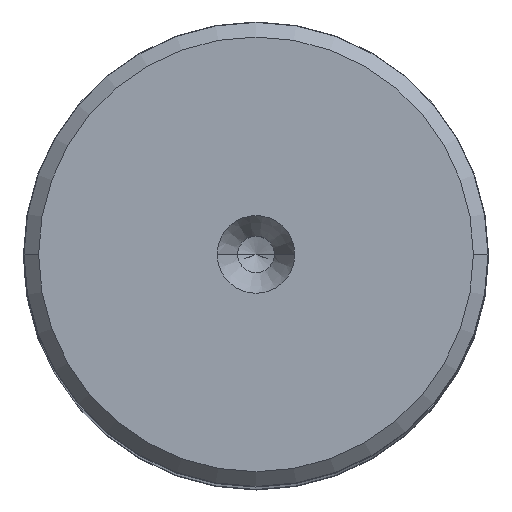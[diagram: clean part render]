
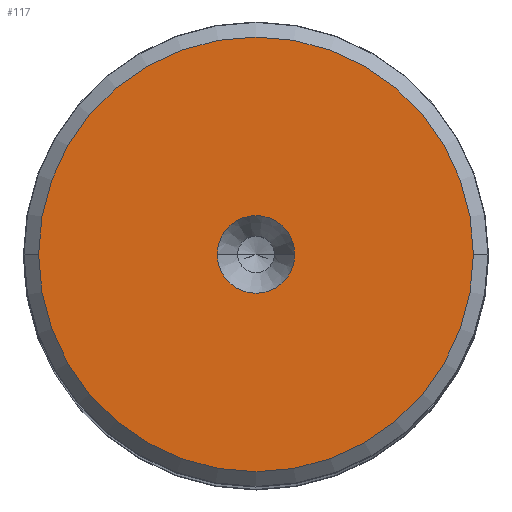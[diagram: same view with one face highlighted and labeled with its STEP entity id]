
A CAD part, top view. The second image highlights one B-rep face of the part: STEP entity #117.
In plain terms, the highlighted planar face has unit normal (0, 0, 1).
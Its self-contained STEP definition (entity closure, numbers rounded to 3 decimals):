
#43=PLANE('',#1187);
#48=FACE_BOUND('',#280,.T.);
#49=FACE_BOUND('',#281,.T.);
#117=ADVANCED_FACE('',(#48,#49),#43,.F.);
#280=EDGE_LOOP('',(#448,#449));
#281=EDGE_LOOP('',(#450,#451,#452,#453));
#448=ORIENTED_EDGE('',*,*,#716,.T.);
#449=ORIENTED_EDGE('',*,*,#719,.T.);
#450=ORIENTED_EDGE('',*,*,#720,.T.);
#451=ORIENTED_EDGE('',*,*,#721,.T.);
#452=ORIENTED_EDGE('',*,*,#722,.T.);
#453=ORIENTED_EDGE('',*,*,#723,.T.);
#613=VERTEX_POINT('',#1794);
#614=VERTEX_POINT('',#1795);
#615=VERTEX_POINT('',#1802);
#616=VERTEX_POINT('',#1803);
#617=VERTEX_POINT('',#1805);
#618=VERTEX_POINT('',#1807);
#716=EDGE_CURVE('',#613,#614,#827,.T.);
#719=EDGE_CURVE('',#614,#613,#828,.T.);
#720=EDGE_CURVE('',#615,#616,#829,.T.);
#721=EDGE_CURVE('',#616,#617,#830,.T.);
#722=EDGE_CURVE('',#617,#618,#831,.T.);
#723=EDGE_CURVE('',#618,#615,#832,.T.);
#827=CIRCLE('',#1179,2.65);
#828=CIRCLE('',#1181,2.65);
#829=CIRCLE('',#1183,14.84);
#830=CIRCLE('',#1184,14.84);
#831=CIRCLE('',#1185,14.84);
#832=CIRCLE('',#1186,14.84);
#1179=AXIS2_PLACEMENT_3D('',#1793,#1440,#1441);
#1181=AXIS2_PLACEMENT_3D('',#1799,#1446,#1447);
#1183=AXIS2_PLACEMENT_3D('',#1801,#1450,#1451);
#1184=AXIS2_PLACEMENT_3D('',#1804,#1452,#1453);
#1185=AXIS2_PLACEMENT_3D('',#1806,#1454,#1455);
#1186=AXIS2_PLACEMENT_3D('',#1808,#1456,#1457);
#1187=AXIS2_PLACEMENT_3D('',#1809,#1458,#1459);
#1440=DIRECTION('',(0.,0.,-1.));
#1441=DIRECTION('',(-1.,0.,0.));
#1446=DIRECTION('',(0.,0.,-1.));
#1447=DIRECTION('',(1.,0.,0.));
#1450=DIRECTION('',(0.,0.,1.));
#1451=DIRECTION('',(-1.,0.,0.));
#1452=DIRECTION('',(0.,0.,1.));
#1453=DIRECTION('',(0.,-1.,0.));
#1454=DIRECTION('',(0.,0.,1.));
#1455=DIRECTION('',(1.,0.,0.));
#1456=DIRECTION('',(0.,0.,1.));
#1457=DIRECTION('',(0.,1.,0.));
#1458=DIRECTION('',(0.,0.,-1.));
#1459=DIRECTION('',(1.,0.,0.));
#1793=CARTESIAN_POINT('',(0.,0.,54.37));
#1794=CARTESIAN_POINT('',(-2.65,0.,54.37));
#1795=CARTESIAN_POINT('',(2.65,0.,54.37));
#1799=CARTESIAN_POINT('',(0.,0.,54.37));
#1801=CARTESIAN_POINT('',(0.,0.,54.37));
#1802=CARTESIAN_POINT('',(-14.84,0.,54.37));
#1803=CARTESIAN_POINT('',(0.,-14.84,54.37));
#1804=CARTESIAN_POINT('',(0.,0.,54.37));
#1805=CARTESIAN_POINT('',(14.84,0.,54.37));
#1806=CARTESIAN_POINT('',(0.,0.,54.37));
#1807=CARTESIAN_POINT('',(0.,14.84,54.37));
#1808=CARTESIAN_POINT('',(0.,0.,54.37));
#1809=CARTESIAN_POINT('',(0.,0.,54.37));
